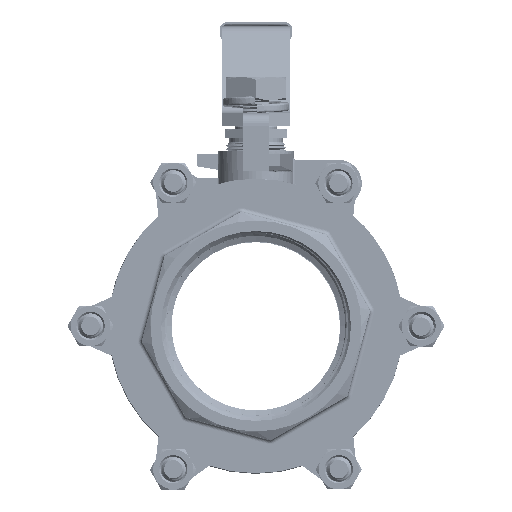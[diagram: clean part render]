
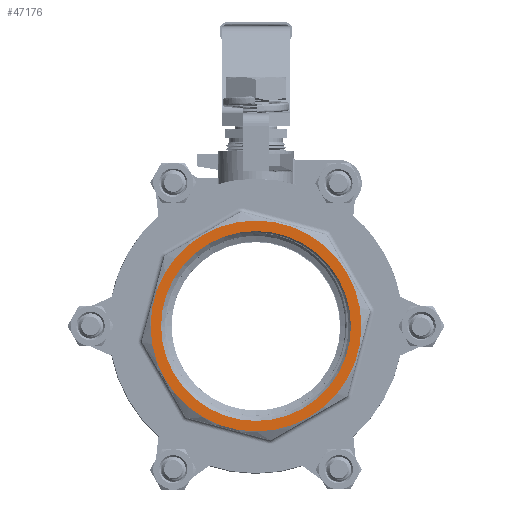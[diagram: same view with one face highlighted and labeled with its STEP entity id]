
A CAD part, left-side view. The second image highlights one B-rep face of the part: STEP entity #47176.
In plain terms, the highlighted planar face has unit normal (-1, 0, 0).
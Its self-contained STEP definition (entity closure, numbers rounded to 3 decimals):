
#848=FACE_BOUND('',#6992,.T.);
#1069=PLANE('',#49738);
#2800=CIRCLE('',#49737,45.);
#2801=CIRCLE('',#49739,50.);
#4508=FACE_OUTER_BOUND('',#6991,.T.);
#6991=EDGE_LOOP('',(#32900));
#6992=EDGE_LOOP('',(#32901));
#18365=VERTEX_POINT('',#152680);
#18367=VERTEX_POINT('',#152689);
#23789=EDGE_CURVE('',#18365,#18365,#2800,.T.);
#23791=EDGE_CURVE('',#18367,#18367,#2801,.T.);
#32900=ORIENTED_EDGE('',*,*,#23791,.F.);
#32901=ORIENTED_EDGE('',*,*,#23789,.T.);
#47176=ADVANCED_FACE('',(#4508,#848),#1069,.T.);
#49737=AXIS2_PLACEMENT_3D('',#152682,#54179,#54180);
#49738=AXIS2_PLACEMENT_3D('',#152688,#54181,#54182);
#49739=AXIS2_PLACEMENT_3D('',#152690,#54183,#54184);
#54179=DIRECTION('center_axis',(1.,0.,0.));
#54180=DIRECTION('ref_axis',(0.,0.5,0.866));
#54181=DIRECTION('center_axis',(-1.,0.,0.));
#54182=DIRECTION('ref_axis',(0.,0.866,-0.5));
#54183=DIRECTION('center_axis',(1.,0.,0.));
#54184=DIRECTION('ref_axis',(0.,-0.5,-0.866));
#152680=CARTESIAN_POINT('',(-52.7,91.7,-44.606));
#152682=CARTESIAN_POINT('Origin',(-52.7,69.2,-83.577));
#152688=CARTESIAN_POINT('Origin',(-52.7,69.2,-83.577));
#152689=CARTESIAN_POINT('',(-52.7,44.2,-126.878));
#152690=CARTESIAN_POINT('Origin',(-52.7,69.2,-83.577));
